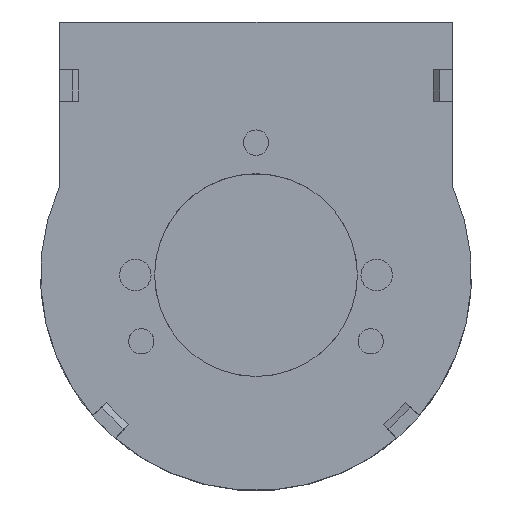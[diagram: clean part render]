
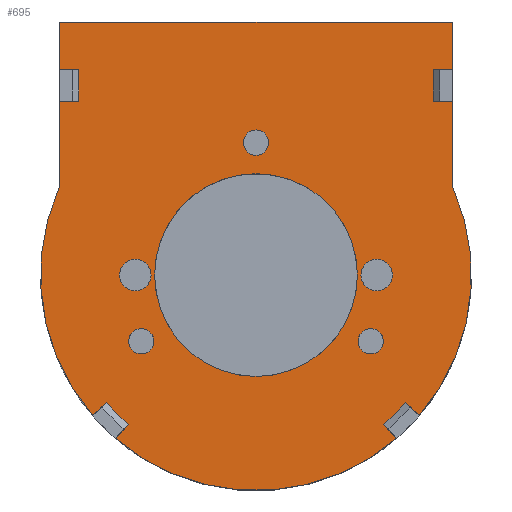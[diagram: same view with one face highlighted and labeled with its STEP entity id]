
A CAD part, top view. The second image highlights one B-rep face of the part: STEP entity #695.
In plain terms, the highlighted planar face has unit normal (0, 0, 1).
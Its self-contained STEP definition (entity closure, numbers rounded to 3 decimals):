
#93=CARTESIAN_POINT('',(-20.02,-12.383,2.));
#94=VERTEX_POINT('',#93);
#101=CARTESIAN_POINT('',(-18.956,-11.319,2.));
#102=VERTEX_POINT('',#101);
#103=CARTESIAN_POINT('',(-18.956,-11.319,2.));
#104=DIRECTION('',(-0.707,-0.707,0.0));
#105=VECTOR('',#104,1.504);
#106=LINE('',#103,#105);
#107=EDGE_CURVE('',#102,#94,#106,.T.);
#149=CARTESIAN_POINT('',(-20.724,-9.551,2.));
#150=VERTEX_POINT('',#149);
#157=CARTESIAN_POINT('',(-21.788,-10.615,2.));
#158=VERTEX_POINT('',#157);
#159=CARTESIAN_POINT('',(-20.724,-9.551,2.));
#160=DIRECTION('',(-0.707,-0.707,0.0));
#161=VECTOR('',#160,1.504);
#162=LINE('',#159,#161);
#163=EDGE_CURVE('',#150,#158,#162,.T.);
#213=CARTESIAN_POINT('',(5.084,14.203,2.));
#214=VERTEX_POINT('',#213);
#221=CARTESIAN_POINT('',(6.584,14.203,2.));
#222=VERTEX_POINT('',#221);
#223=CARTESIAN_POINT('',(6.584,14.203,2.));
#224=DIRECTION('',(-1.0,0.0,0.0));
#225=VECTOR('',#224,1.5);
#226=LINE('',#223,#225);
#227=EDGE_CURVE('',#222,#214,#226,.T.);
#269=CARTESIAN_POINT('',(6.584,16.703,2.));
#270=VERTEX_POINT('',#269);
#277=CARTESIAN_POINT('',(5.084,16.703,2.));
#278=VERTEX_POINT('',#277);
#279=CARTESIAN_POINT('',(5.084,16.703,2.));
#280=DIRECTION('',(1.0,0.0,0.0));
#281=VECTOR('',#280,1.5);
#282=LINE('',#279,#281);
#283=EDGE_CURVE('',#278,#270,#282,.T.);
#307=CARTESIAN_POINT('',(5.084,14.203,2.));
#308=DIRECTION('',(0.0,1.0,0.0));
#309=VECTOR('',#308,2.5);
#310=LINE('',#307,#309);
#311=EDGE_CURVE('',#214,#278,#310,.T.);
#339=CARTESIAN_POINT('',(-22.916,16.703,2.));
#340=VERTEX_POINT('',#339);
#347=CARTESIAN_POINT('',(-24.416,16.703,2.));
#348=VERTEX_POINT('',#347);
#349=CARTESIAN_POINT('',(-22.916,16.703,2.));
#350=DIRECTION('',(-1.0,0.0,0.0));
#351=VECTOR('',#350,1.5);
#352=LINE('',#349,#351);
#353=EDGE_CURVE('',#340,#348,#352,.T.);
#395=CARTESIAN_POINT('',(-24.416,14.203,2.));
#396=VERTEX_POINT('',#395);
#403=CARTESIAN_POINT('',(-22.916,14.203,2.));
#404=VERTEX_POINT('',#403);
#405=CARTESIAN_POINT('',(-24.416,14.203,2.));
#406=DIRECTION('',(1.0,0.0,0.0));
#407=VECTOR('',#406,1.5);
#408=LINE('',#405,#407);
#409=EDGE_CURVE('',#396,#404,#408,.T.);
#440=CARTESIAN_POINT('',(-22.916,14.203,2.));
#441=DIRECTION('',(0.0,1.0,0.0));
#442=VECTOR('',#441,2.5);
#443=LINE('',#440,#442);
#444=EDGE_CURVE('',#404,#340,#443,.T.);
#504=CARTESIAN_POINT('',(3.957,-10.615,2.));
#505=VERTEX_POINT('',#504);
#513=CARTESIAN_POINT('',(6.584,7.472,2.));
#514=VERTEX_POINT('',#513);
#521=CARTESIAN_POINT('',(-8.916,0.49,2.));
#522=DIRECTION('',(0.0,0.0,1.0));
#523=DIRECTION('',(1.0,0.0,0.0));
#524=AXIS2_PLACEMENT_3D('',#521,#522,#523);
#525=CIRCLE('',#524,17.0);
#526=EDGE_CURVE('',#505,#514,#525,.T.);
#531=CARTESIAN_POINT('',(-8.916,0.49,2.));
#532=DIRECTION('',(0.0,0.0,-1.0));
#533=DIRECTION('',(-1.0,0.0,0.0));
#534=AXIS2_PLACEMENT_3D('',#531,#532,#533);
#535=PLANE('',#534);
#536=ORIENTED_EDGE('',*,*,#107,.T.);
#537=CARTESIAN_POINT('',(2.189,-12.383,2.));
#538=VERTEX_POINT('',#537);
#539=CARTESIAN_POINT('',(-8.916,0.49,2.));
#540=DIRECTION('',(0.0,0.0,1.0));
#541=DIRECTION('',(1.0,0.0,0.0));
#542=AXIS2_PLACEMENT_3D('',#539,#540,#541);
#543=CIRCLE('',#542,17.0);
#544=EDGE_CURVE('',#94,#538,#543,.T.);
#545=ORIENTED_EDGE('',*,*,#544,.T.);
#546=CARTESIAN_POINT('',(1.125,-11.319,2.));
#547=VERTEX_POINT('',#546);
#548=CARTESIAN_POINT('',(1.125,-11.319,2.));
#549=DIRECTION('',(0.707,-0.707,0.0));
#550=VECTOR('',#549,1.504);
#551=LINE('',#548,#550);
#552=EDGE_CURVE('',#547,#538,#551,.T.);
#553=ORIENTED_EDGE('',*,*,#552,.F.);
#554=CARTESIAN_POINT('',(2.893,-9.551,2.));
#555=VERTEX_POINT('',#554);
#556=CARTESIAN_POINT('',(-8.916,0.49,2.));
#557=DIRECTION('',(0.0,0.0,1.));
#558=DIRECTION('',(-0.707,-0.707,0.0));
#559=AXIS2_PLACEMENT_3D('',#556,#557,#558);
#560=CIRCLE('',#559,15.5);
#561=EDGE_CURVE('',#547,#555,#560,.T.);
#562=ORIENTED_EDGE('',*,*,#561,.T.);
#563=CARTESIAN_POINT('',(2.893,-9.551,2.));
#564=DIRECTION('',(0.707,-0.707,0.0));
#565=VECTOR('',#564,1.504);
#566=LINE('',#563,#565);
#567=EDGE_CURVE('',#555,#505,#566,.T.);
#568=ORIENTED_EDGE('',*,*,#567,.T.);
#569=ORIENTED_EDGE('',*,*,#526,.T.);
#570=CARTESIAN_POINT('',(6.584,7.472,2.));
#571=DIRECTION('',(0.0,1.0,0.0));
#572=VECTOR('',#571,6.732);
#573=LINE('',#570,#572);
#574=EDGE_CURVE('',#514,#222,#573,.T.);
#575=ORIENTED_EDGE('',*,*,#574,.T.);
#576=ORIENTED_EDGE('',*,*,#227,.T.);
#577=ORIENTED_EDGE('',*,*,#311,.T.);
#578=ORIENTED_EDGE('',*,*,#283,.T.);
#579=CARTESIAN_POINT('',(6.584,20.453,2.));
#580=VERTEX_POINT('',#579);
#581=CARTESIAN_POINT('',(6.584,16.703,2.));
#582=DIRECTION('',(0.0,1.0,0.0));
#583=VECTOR('',#582,3.75);
#584=LINE('',#581,#583);
#585=EDGE_CURVE('',#270,#580,#584,.T.);
#586=ORIENTED_EDGE('',*,*,#585,.T.);
#587=CARTESIAN_POINT('',(-24.416,20.453,2.));
#588=VERTEX_POINT('',#587);
#589=CARTESIAN_POINT('',(6.584,20.453,2.));
#590=DIRECTION('',(-1.0,0.0,0.0));
#591=VECTOR('',#590,31.);
#592=LINE('',#589,#591);
#593=EDGE_CURVE('',#580,#588,#592,.T.);
#594=ORIENTED_EDGE('',*,*,#593,.T.);
#595=CARTESIAN_POINT('',(-24.416,20.453,2.));
#596=DIRECTION('',(0.0,-1.0,0.0));
#597=VECTOR('',#596,3.75);
#598=LINE('',#595,#597);
#599=EDGE_CURVE('',#588,#348,#598,.T.);
#600=ORIENTED_EDGE('',*,*,#599,.T.);
#601=ORIENTED_EDGE('',*,*,#353,.F.);
#602=ORIENTED_EDGE('',*,*,#444,.F.);
#603=ORIENTED_EDGE('',*,*,#409,.F.);
#604=CARTESIAN_POINT('',(-24.416,7.472,2.));
#605=VERTEX_POINT('',#604);
#606=CARTESIAN_POINT('',(-24.416,14.203,2.));
#607=DIRECTION('',(0.0,-1.0,0.0));
#608=VECTOR('',#607,6.732);
#609=LINE('',#606,#608);
#610=EDGE_CURVE('',#396,#605,#609,.T.);
#611=ORIENTED_EDGE('',*,*,#610,.T.);
#612=CARTESIAN_POINT('',(-8.916,0.49,2.));
#613=DIRECTION('',(0.0,0.0,1.0));
#614=DIRECTION('',(1.0,0.0,0.0));
#615=AXIS2_PLACEMENT_3D('',#612,#613,#614);
#616=CIRCLE('',#615,17.0);
#617=EDGE_CURVE('',#605,#158,#616,.T.);
#618=ORIENTED_EDGE('',*,*,#617,.T.);
#619=ORIENTED_EDGE('',*,*,#163,.F.);
#620=CARTESIAN_POINT('',(-8.916,0.49,2.));
#621=DIRECTION('',(0.0,0.0,-1.));
#622=DIRECTION('',(0.707,-0.707,0.0));
#623=AXIS2_PLACEMENT_3D('',#620,#621,#622);
#624=CIRCLE('',#623,15.5);
#625=EDGE_CURVE('',#102,#150,#624,.T.);
#626=ORIENTED_EDGE('',*,*,#625,.F.);
#627=EDGE_LOOP('',(#536,#545,#553,#562,#568,#569,#575,#576,#577,#578,#586,#594,#600,#601,#602,#603,#611,#618,#619,#626));
#628=FACE_OUTER_BOUND('',#627,.T.);
#629=CARTESIAN_POINT('',(1.134,-4.735,2.));
#630=VERTEX_POINT('',#629);
#631=CARTESIAN_POINT('',(0.134,-4.735,2.));
#632=DIRECTION('',(0.0,0.0,1.0));
#633=DIRECTION('',(1.0,0.0,0.0));
#634=AXIS2_PLACEMENT_3D('',#631,#632,#633);
#635=CIRCLE('',#634,1.);
#636=EDGE_CURVE('',#630,#630,#635,.T.);
#637=ORIENTED_EDGE('',*,*,#636,.F.);
#638=EDGE_LOOP('',(#637));
#639=FACE_BOUND('',#638,.T.);
#640=CARTESIAN_POINT('',(-16.966,-4.735,2.));
#641=VERTEX_POINT('',#640);
#642=CARTESIAN_POINT('',(-17.966,-4.735,2.));
#643=DIRECTION('',(0.0,0.0,1.0));
#644=DIRECTION('',(1.0,0.0,0.0));
#645=AXIS2_PLACEMENT_3D('',#642,#643,#644);
#646=CIRCLE('',#645,1.);
#647=EDGE_CURVE('',#641,#641,#646,.T.);
#648=ORIENTED_EDGE('',*,*,#647,.F.);
#649=EDGE_LOOP('',(#648));
#650=FACE_BOUND('',#649,.T.);
#651=CARTESIAN_POINT('',(-7.916,10.94,2.));
#652=VERTEX_POINT('',#651);
#653=CARTESIAN_POINT('',(-8.916,10.94,2.));
#654=DIRECTION('',(0.0,0.0,1.0));
#655=DIRECTION('',(1.0,0.0,0.0));
#656=AXIS2_PLACEMENT_3D('',#653,#654,#655);
#657=CIRCLE('',#656,1.0);
#658=EDGE_CURVE('',#652,#652,#657,.T.);
#659=ORIENTED_EDGE('',*,*,#658,.F.);
#660=EDGE_LOOP('',(#659));
#661=FACE_BOUND('',#660,.T.);
#662=CARTESIAN_POINT('',(1.859,0.49,2.));
#663=VERTEX_POINT('',#662);
#664=CARTESIAN_POINT('',(0.609,0.49,2.));
#665=DIRECTION('',(0.0,0.0,1.0));
#666=DIRECTION('',(1.0,0.0,0.0));
#667=AXIS2_PLACEMENT_3D('',#664,#665,#666);
#668=CIRCLE('',#667,1.25);
#669=EDGE_CURVE('',#663,#663,#668,.T.);
#670=ORIENTED_EDGE('',*,*,#669,.F.);
#671=EDGE_LOOP('',(#670));
#672=FACE_BOUND('',#671,.T.);
#673=CARTESIAN_POINT('',(-17.191,0.49,2.));
#674=VERTEX_POINT('',#673);
#675=CARTESIAN_POINT('',(-18.441,0.49,2.));
#676=DIRECTION('',(0.0,0.0,1.0));
#677=DIRECTION('',(1.0,0.0,0.0));
#678=AXIS2_PLACEMENT_3D('',#675,#676,#677);
#679=CIRCLE('',#678,1.25);
#680=EDGE_CURVE('',#674,#674,#679,.T.);
#681=ORIENTED_EDGE('',*,*,#680,.F.);
#682=EDGE_LOOP('',(#681));
#683=FACE_BOUND('',#682,.T.);
#684=CARTESIAN_POINT('',(-16.916,0.49,2.));
#685=VERTEX_POINT('',#684);
#686=CARTESIAN_POINT('',(-8.916,0.49,2.));
#687=DIRECTION('',(0.0,0.0,-1.0));
#688=DIRECTION('',(-1.0,0.0,0.0));
#689=AXIS2_PLACEMENT_3D('',#686,#687,#688);
#690=CIRCLE('',#689,8.0);
#691=EDGE_CURVE('',#685,#685,#690,.T.);
#692=ORIENTED_EDGE('',*,*,#691,.T.);
#693=EDGE_LOOP('',(#692));
#694=FACE_BOUND('',#693,.T.);
#695=ADVANCED_FACE('',(#628,#639,#650,#661,#672,#683,#694),#535,.F.);
